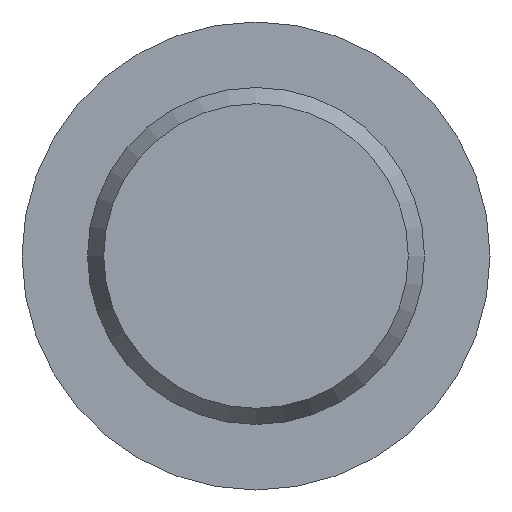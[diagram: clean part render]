
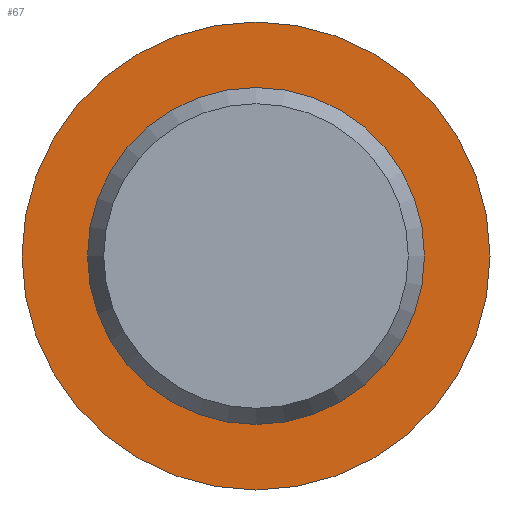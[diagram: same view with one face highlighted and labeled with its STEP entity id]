
A CAD part, left-side view. The second image highlights one B-rep face of the part: STEP entity #67.
In plain terms, the highlighted planar face has unit normal (-1, 0, 0).
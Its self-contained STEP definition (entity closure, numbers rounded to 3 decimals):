
#21 = CIRCLE ( 'NONE', #154, 9. ) ;
#23 = EDGE_LOOP ( 'NONE', ( #44 ) ) ;
#25 = DIRECTION ( 'NONE',  ( 1., 0., 0. ) ) ;
#28 = FACE_OUTER_BOUND ( 'NONE', #23, .T. ) ;
#29 = DIRECTION ( 'NONE',  ( -1., 0., 0. ) ) ;
#38 = CARTESIAN_POINT ( 'NONE',  ( 42., 0., 12.5 ) ) ;
#43 = EDGE_LOOP ( 'NONE', ( #162 ) ) ;
#44 = ORIENTED_EDGE ( 'NONE', *, *, #96, .T. ) ;
#55 = AXIS2_PLACEMENT_3D ( 'NONE', #254, #29, #116 ) ;
#67 = ADVANCED_FACE ( 'NONE', ( #133, #28 ), #72, .F. ) ;
#72 = PLANE ( 'NONE',  #227 ) ;
#76 = DIRECTION ( 'NONE',  ( 0., 0., 1. ) ) ;
#88 = DIRECTION ( 'NONE',  ( 0., 0., -1. ) ) ;
#96 = EDGE_CURVE ( 'NONE', #178, #178, #174, .T. ) ;
#116 = DIRECTION ( 'NONE',  ( 0., 0., 1. ) ) ;
#133 = FACE_BOUND ( 'NONE', #43, .T. ) ;
#136 = CARTESIAN_POINT ( 'NONE',  ( 42., 12.5, 0. ) ) ;
#154 = AXIS2_PLACEMENT_3D ( 'NONE', #218, #217, #76 ) ;
#162 = ORIENTED_EDGE ( 'NONE', *, *, #222, .F. ) ;
#174 = CIRCLE ( 'NONE', #55, 12.5 ) ;
#178 = VERTEX_POINT ( 'NONE', #38 ) ;
#183 = CARTESIAN_POINT ( 'NONE',  ( 42., 0., 9. ) ) ;
#186 = VERTEX_POINT ( 'NONE', #183 ) ;
#217 = DIRECTION ( 'NONE',  ( -1., 0., 0. ) ) ;
#218 = CARTESIAN_POINT ( 'NONE',  ( 42., 0., 0. ) ) ;
#222 = EDGE_CURVE ( 'NONE', #186, #186, #21, .T. ) ;
#227 = AXIS2_PLACEMENT_3D ( 'NONE', #136, #25, #88 ) ;
#254 = CARTESIAN_POINT ( 'NONE',  ( 42., 0., 0. ) ) ;
